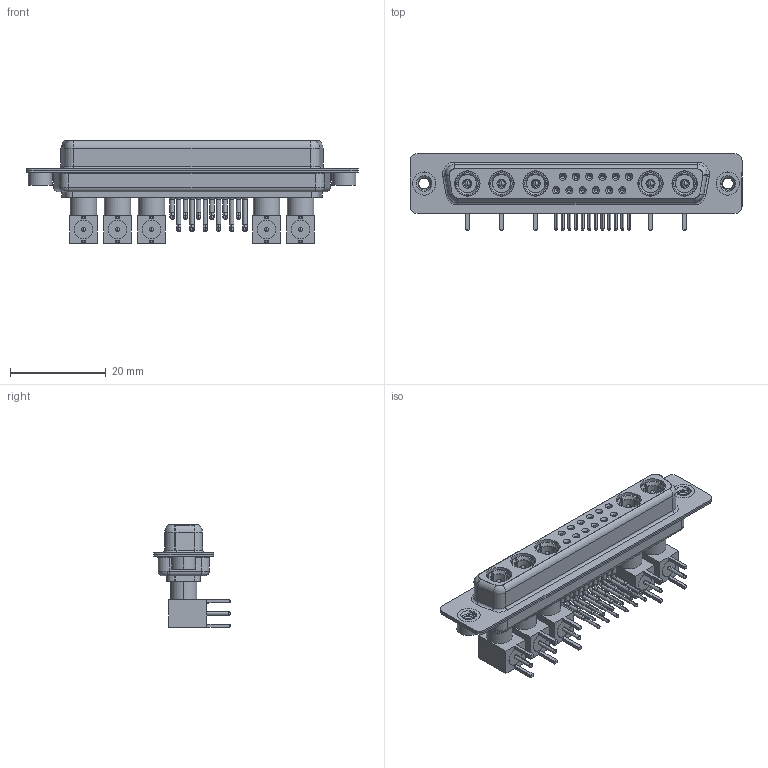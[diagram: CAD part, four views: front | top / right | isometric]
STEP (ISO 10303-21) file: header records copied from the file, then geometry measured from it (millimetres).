
FILE_DESCRIPTION (( 'STEP AP203' ), '1' );
FILE_NAME ('630-17W5640-5T2.STEP', '2022-06-06T23:27:46', ( '' ), ( '' ), 'SwSTEP 2.0', 'SolidWorks 2020', '' );
FILE_SCHEMA (( 'CONFIG_CONTROL_DESIGN' ));
Length unit declared in the file: millimetre
Products named in the file (18): RA Back Shell; Co-Ax Plug Assy_RA; Co-Ax Plug_RA PC Tail; 630-17W5640-5T2; Insulator Pin_Straight PC Tail; Pin_RA; 630Combo Housing_17W5; Insulator RA Pin; 630Combo Threaded Rivet_2; Locking Collar; 630Combo Shell Rear_37 Contacts; 630Combo Contact Row 2; 630Combo Contact Row 1; 630Combo Shell Front_37 Contacts
Assembly tree (52 placements, depth 3):
  630-17W5640-5T2
    630Combo Housing_17W5
    630Combo Shell Front_37 Contacts
    630Combo Shell Rear_37 Contacts
    630Combo Threaded Rivet_2  x2
    Co-Ax Plug Assy_RA
      Co-Ax Plug_RA PC Tail
      Insulator Pin_Straight PC Tail
      Pin_RA
      Locking Collar
      RA Back Shell
      Insulator RA Pin
    Co-Ax Plug Assy_RA
      Co-Ax Plug_RA PC Tail
      Insulator Pin_Straight PC Tail
      Pin_RA
      Locking Collar
      RA Back Shell
      Insulator RA Pin
    Co-Ax Plug Assy_RA
      Co-Ax Plug_RA PC Tail
      Insulator Pin_Straight PC Tail
      Pin_RA
      Locking Collar
      RA Back Shell
      Insulator RA Pin
    Co-Ax Plug Assy_RA
      Co-Ax Plug_RA PC Tail
      Insulator Pin_Straight PC Tail
      Pin_RA
      Locking Collar
      RA Back Shell
      Insulator RA Pin
    Co-Ax Plug Assy_RA
      Co-Ax Plug_RA PC Tail
      Insulator Pin_Straight PC Tail
      Pin_RA
      Locking Collar
      RA Back Shell
      Insulator RA Pin
    630Combo Contact Row 1  x6
    630Combo Contact Row 2  x6
Bounding box: 69.4 x 16 x 21.41 mm (x, y, z)
Volume: 6504.2 mm3; surface area: 15491.9 mm2
Topology: 47 solids, 47 shells, 1755 faces, 4310 edges, 2702 vertices
Faces by surface type: cylinder 738, plane 582, cone 269, torus 87, bspline 59, sphere 20
Entity records: 24407 total; most frequent: CARTESIAN_POINT 5387, DIRECTION 3710, ORIENTED_EDGE 3166, EDGE_CURVE 1583, AXIS2_PLACEMENT_3D 1528, VERTEX_POINT 1006, CIRCLE 810, EDGE_LOOP 795
